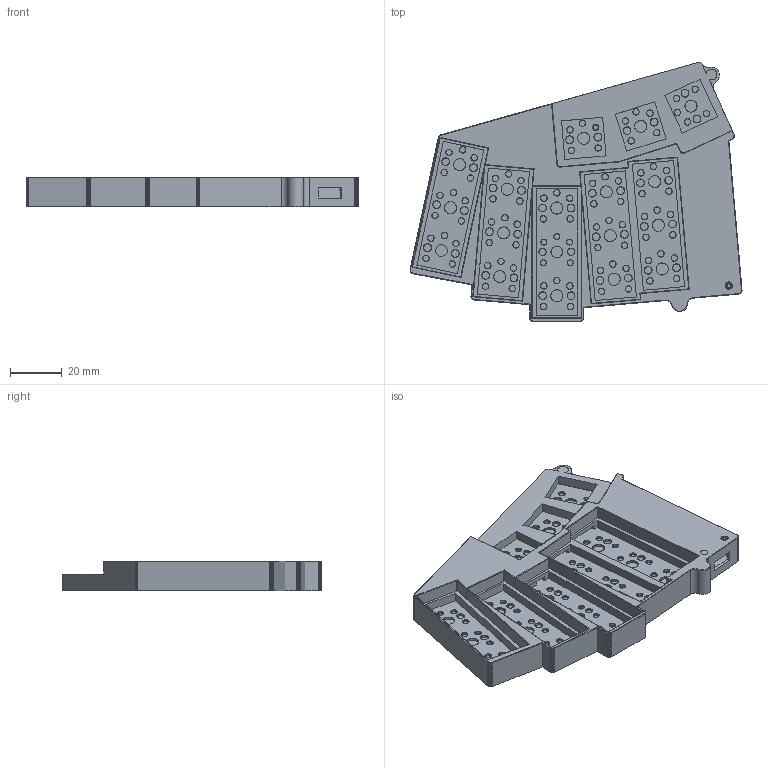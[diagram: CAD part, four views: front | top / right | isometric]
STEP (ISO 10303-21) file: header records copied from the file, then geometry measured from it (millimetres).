
FILE_DESCRIPTION(/* description */ (''),/* implementation_level */ '2;1');
FILE_NAME(/* name */ 'R-Keyboard-Acari.step',/* time_stamp */ '2024-02-26T13:57:40+01:00',/* author */ (''),/* organization */ (''),/* preprocessor_version */ 'ST-DEVELOPER v20',/* originating_system */ 'Autodesk Translation Framework v12.20.1.177',/* authorisation */ '');
FILE_SCHEMA (('AUTOMOTIVE_DESIGN { 1 0 10303 214 3 1 1 }'));
Length unit declared in the file: millimetre
Products named in the file (1): Acari_Case_box
Bounding box: 128.64 x 100.46 x 11.5 mm (x, y, z)
Volume: 28857 mm3; surface area: 44219.1 mm2
Topology: 2 solids, 3 shells, 1283 faces, 3058 edges, 1944 vertices
Faces by surface type: plane 704, cylinder 320, torus 156, bspline 88, cone 15
Full cylindrical faces by diameter (mm): 1.612 x1, 1.649 x1, 1.731 x1, 1.77 x1, 1.8 x2, 2.2 x5, 2.4 x88, 2.7 x2, 2.8 x1, 2.9 x34, 3.2 x6, 3.4 x1, 4.4 x2, 4.6 x17, 5.2 x1, 7 x3
Entity records: 39473 total; most frequent: CARTESIAN_POINT 9462, DIRECTION 6182, ORIENTED_EDGE 6112, EDGE_CURVE 3056, AXIS2_PLACEMENT_3D 2122, VERTEX_POINT 1944, LINE 1938, VECTOR 1938
